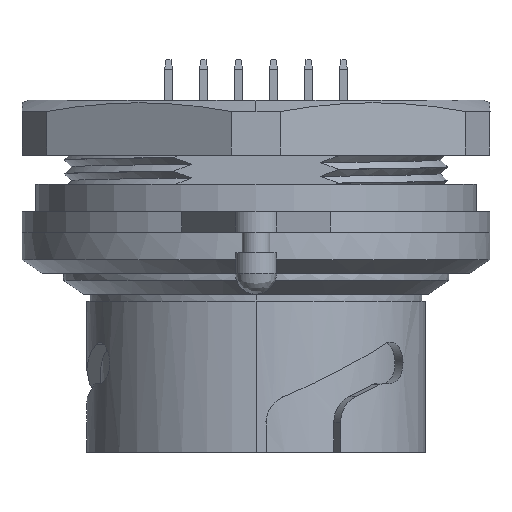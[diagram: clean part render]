
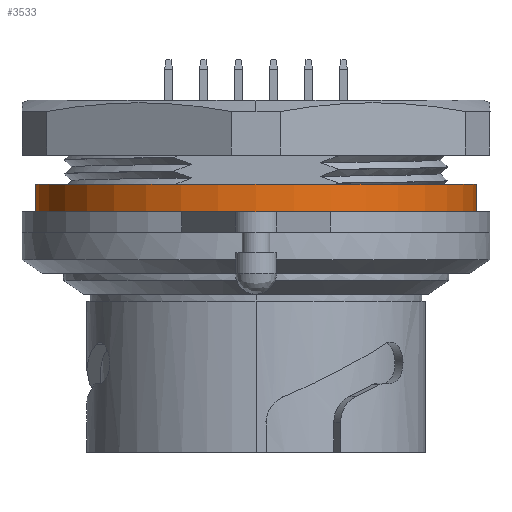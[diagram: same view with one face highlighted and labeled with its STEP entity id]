
A CAD part, front view. The second image highlights one B-rep face of the part: STEP entity #3533.
In plain terms, the highlighted cylindrical face has radius 16 mm (diameter 32 mm), a partial arc.
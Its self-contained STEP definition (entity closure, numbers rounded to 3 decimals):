
#377 = DIRECTION ( 'NONE',  ( 0., 0., 1. ) ) ;
#647 = ORIENTED_EDGE ( 'NONE', *, *, #4398, .T. ) ;
#2052 = ORIENTED_EDGE ( 'NONE', *, *, #7631, .T. ) ;
#2260 = VECTOR ( 'NONE', #11057, 1000. ) ;
#3533 = ADVANCED_FACE ( 'NONE', ( #9106 ), #5215, .T. ) ;
#4398 = EDGE_CURVE ( 'NONE', #32590, #14481, #9660, .T. ) ;
#5215 = CYLINDRICAL_SURFACE ( 'NONE', #9635, 16. ) ;
#6160 = VERTEX_POINT ( 'NONE', #37899 ) ;
#6209 = VECTOR ( 'NONE', #377, 1000. ) ;
#7043 = DIRECTION ( 'NONE',  ( 1., 0., 0. ) ) ;
#7631 = EDGE_CURVE ( 'NONE', #12145, #6160, #30615, .T. ) ;
#9106 = FACE_OUTER_BOUND ( 'NONE', #26743, .T. ) ;
#9635 = AXIS2_PLACEMENT_3D ( 'NONE', #23936, #30685, #17745 ) ;
#9660 = CIRCLE ( 'NONE', #13608, 16. ) ;
#10260 = AXIS2_PLACEMENT_3D ( 'NONE', #31481, #31681, #7043 ) ;
#11057 = DIRECTION ( 'NONE',  ( 0., 0., 1. ) ) ;
#12145 = VERTEX_POINT ( 'NONE', #21200 ) ;
#13608 = AXIS2_PLACEMENT_3D ( 'NONE', #19129, #31442, #24696 ) ;
#14481 = VERTEX_POINT ( 'NONE', #25365 ) ;
#14828 = EDGE_CURVE ( 'NONE', #12145, #14481, #37355, .T. ) ;
#15968 = CARTESIAN_POINT ( 'NONE',  ( 16., 0., 0. ) ) ;
#17745 = DIRECTION ( 'NONE',  ( 1., 0., 0. ) ) ;
#19129 = CARTESIAN_POINT ( 'NONE',  ( 0., 0., 2. ) ) ;
#20727 = CARTESIAN_POINT ( 'NONE',  ( -16., 0., 0. ) ) ;
#21200 = CARTESIAN_POINT ( 'NONE',  ( 16., 0., 0. ) ) ;
#23284 = EDGE_CURVE ( 'NONE', #6160, #32590, #28341, .T. ) ;
#23332 = ORIENTED_EDGE ( 'NONE', *, *, #23284, .T. ) ;
#23936 = CARTESIAN_POINT ( 'NONE',  ( 0., 0., 0. ) ) ;
#24696 = DIRECTION ( 'NONE',  ( 1., 0., 0. ) ) ;
#25365 = CARTESIAN_POINT ( 'NONE',  ( 16., 0., 2. ) ) ;
#26743 = EDGE_LOOP ( 'NONE', ( #2052, #23332, #647, #37773 ) ) ;
#28341 = LINE ( 'NONE', #20727, #2260 ) ;
#30615 = CIRCLE ( 'NONE', #10260, 16. ) ;
#30685 = DIRECTION ( 'NONE',  ( 0., 0., 1. ) ) ;
#31442 = DIRECTION ( 'NONE',  ( 0., 0., -1. ) ) ;
#31481 = CARTESIAN_POINT ( 'NONE',  ( 0., 0., 0. ) ) ;
#31681 = DIRECTION ( 'NONE',  ( 0., 0., 1. ) ) ;
#32590 = VERTEX_POINT ( 'NONE', #37201 ) ;
#37201 = CARTESIAN_POINT ( 'NONE',  ( -16., 0., 2. ) ) ;
#37355 = LINE ( 'NONE', #15968, #6209 ) ;
#37773 = ORIENTED_EDGE ( 'NONE', *, *, #14828, .F. ) ;
#37899 = CARTESIAN_POINT ( 'NONE',  ( -16., 0., 0. ) ) ;
